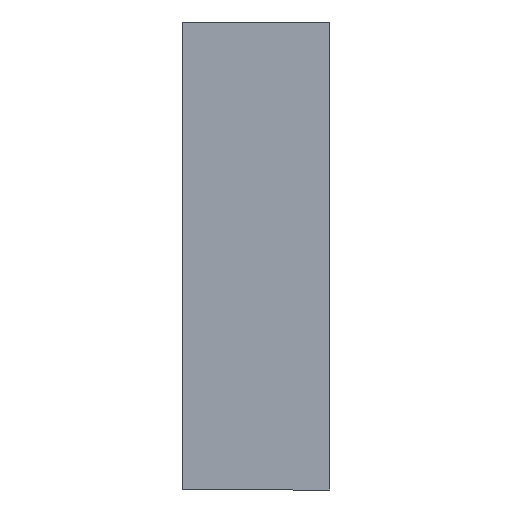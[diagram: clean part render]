
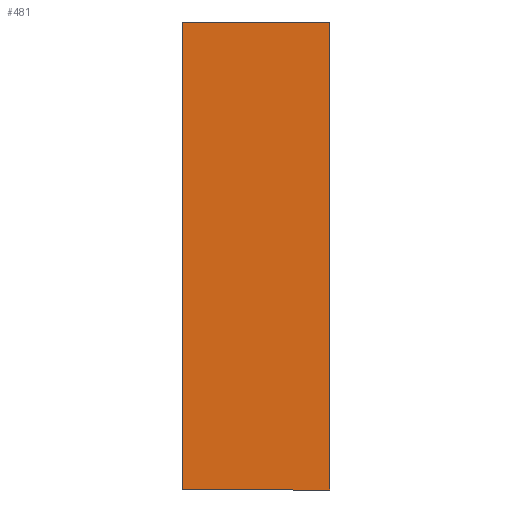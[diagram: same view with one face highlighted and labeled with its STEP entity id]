
A CAD part, left-side view. The second image highlights one B-rep face of the part: STEP entity #481.
In plain terms, the highlighted planar face has unit normal (-1, 0, 0).
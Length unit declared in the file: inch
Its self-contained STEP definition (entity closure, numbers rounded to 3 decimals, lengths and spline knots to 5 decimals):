
#6 = DIRECTION ( 'NONE',  ( 0., 0., -1. ) ) ;
#11 = CARTESIAN_POINT ( 'NONE',  ( -0.8, 0., 0.245 ) ) ;
#40 = EDGE_CURVE ( 'NONE', #448, #467, #416, .T. ) ;
#79 = EDGE_LOOP ( 'NONE', ( #207, #303, #401, #445 ) ) ;
#95 = CARTESIAN_POINT ( 'NONE',  ( -0.8, 1.18, -0.455 ) ) ;
#98 = VECTOR ( 'NONE', #125, 39.37008 ) ;
#102 = CARTESIAN_POINT ( 'NONE',  ( -0.8, 0.22, 0.245 ) ) ;
#121 = EDGE_CURVE ( 'NONE', #553, #467, #599, .T. ) ;
#125 = DIRECTION ( 'NONE',  ( 0., 0., 1. ) ) ;
#136 = VECTOR ( 'NONE', #550, 39.37008 ) ;
#207 = ORIENTED_EDGE ( 'NONE', *, *, #121, .F. ) ;
#226 = EDGE_CURVE ( 'NONE', #553, #582, #614, .T. ) ;
#254 = VECTOR ( 'NONE', #476, 39.37008 ) ;
#296 = DIRECTION ( 'NONE',  ( 0., -1., 0. ) ) ;
#303 = ORIENTED_EDGE ( 'NONE', *, *, #226, .T. ) ;
#342 = LINE ( 'NONE', #95, #520 ) ;
#349 = FACE_OUTER_BOUND ( 'NONE', #79, .T. ) ;
#370 = CARTESIAN_POINT ( 'NONE',  ( -0.8, 0., -0.455 ) ) ;
#400 = CARTESIAN_POINT ( 'NONE',  ( -0.8, 0., -0.455 ) ) ;
#401 = ORIENTED_EDGE ( 'NONE', *, *, #431, .T. ) ;
#407 = PLANE ( 'NONE',  #417 ) ;
#416 = LINE ( 'NONE', #370, #98 ) ;
#417 = AXIS2_PLACEMENT_3D ( 'NONE', #590, #490, #6 ) ;
#431 = EDGE_CURVE ( 'NONE', #582, #448, #342, .T. ) ;
#441 = CARTESIAN_POINT ( 'NONE',  ( -0.8, 0.22, -0.455 ) ) ;
#445 = ORIENTED_EDGE ( 'NONE', *, *, #40, .T. ) ;
#448 = VERTEX_POINT ( 'NONE', #400 ) ;
#467 = VERTEX_POINT ( 'NONE', #11 ) ;
#476 = DIRECTION ( 'NONE',  ( 0., 0., -1. ) ) ;
#481 = ADVANCED_FACE ( 'NONE', ( #349 ), #407, .F. ) ;
#490 = DIRECTION ( 'NONE',  ( 1., 0., 0. ) ) ;
#509 = CARTESIAN_POINT ( 'NONE',  ( -0.8, 1.18, 0.245 ) ) ;
#520 = VECTOR ( 'NONE', #296, 39.37008 ) ;
#523 = CARTESIAN_POINT ( 'NONE',  ( -0.8, 0.22, 0.245 ) ) ;
#550 = DIRECTION ( 'NONE',  ( 0., -1., 0. ) ) ;
#553 = VERTEX_POINT ( 'NONE', #102 ) ;
#582 = VERTEX_POINT ( 'NONE', #441 ) ;
#590 = CARTESIAN_POINT ( 'NONE',  ( -0.8, 1.18, -0.455 ) ) ;
#599 = LINE ( 'NONE', #509, #136 ) ;
#614 = LINE ( 'NONE', #523, #254 ) ;
